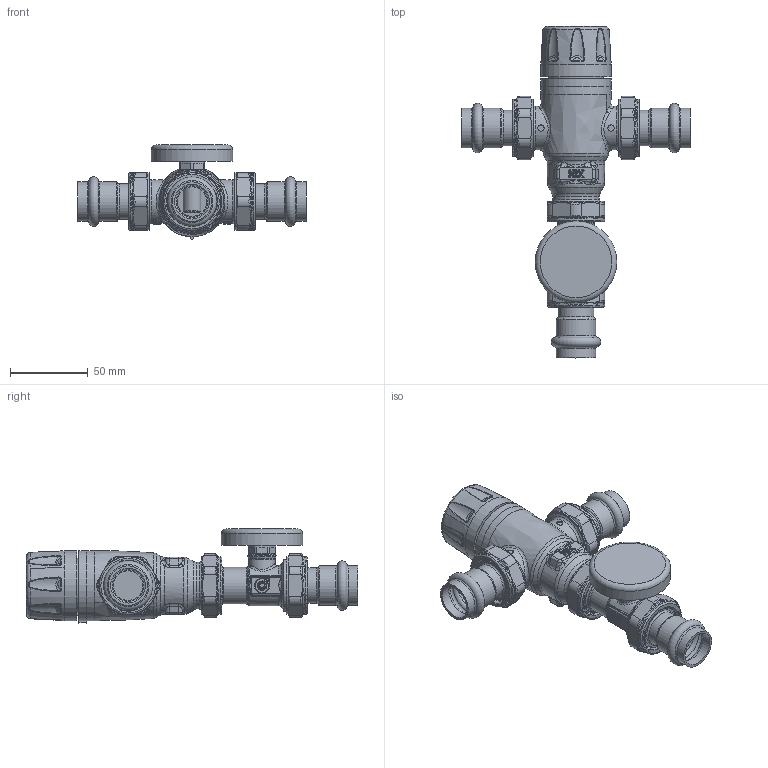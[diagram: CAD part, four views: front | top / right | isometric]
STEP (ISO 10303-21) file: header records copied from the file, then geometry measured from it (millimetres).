
FILE_DESCRIPTION(/* description */ (''),/* implementation_level */ '2;1');
FILE_NAME(/* name */ '521516A.stp',/* time_stamp */ '2025-06-12T16:19:33-05:00',/* author */ ('ischreiner'),/* organization */ (''),/* preprocessor_version */ 'ST-DEVELOPER v20',/* originating_system */ 'Autodesk Inventor 2024',/* authorisation */ '');
FILE_SCHEMA (('AUTOMOTIVE_DESIGN { 1 0 10303 214 3 1 1 }'));
Products named in the file (8): 521516A; 521101A; NA10744 press tailpiece 0.75 inch; F0000698 1 inch slip nut; F0002466 probe asm 1 inch union; F0000603 probe with 1 inch male G thread; F0002386 drywell tin plated; NA11031 Temp Gauge
Assembly tree (12 placements, depth 3):
  521516A
    521101A
    NA10744 press tailpiece 0.75 inch  x3
    F0000698 1 inch slip nut  x4
    F0002466 probe asm 1 inch union
      F0000603 probe with 1 inch male G thread
      F0002386 drywell tin plated
    NA11031 Temp Gauge
Bounding box: 146.66 x 213.18 x 60.38 mm (x, y, z)
Volume: 264726.4 mm3; surface area: 77842 mm2
Topology: 11 solids, 11 shells, 2055 faces, 4775 edges, 2595 vertices
Faces by surface type: bspline 747, cylinder 601, plane 300, torus 154, cone 135, sphere 118
Full cylindrical faces by diameter (mm): 2 x1, 4 x2, 8 x1, 9 x1, 9.017 x1, 10.008 x1, 11.176 x1, 11.227 x1, 11.43 x1, 11.5 x1, 12.954 x1, 13.5 x1, 13.6 x1, 15.24 x1, 15.875 x1, 17 x1, 18 x1, 19 x1, 19.05 x3, 21 x1, 22 x1, 22.352 x6, 22.86 x3, 23.5 x1, 24 x1, 25.4 x6, 27.686 x3, 27.7 x1, 28 x2, 29.515 x3
Entity records: 103955 total; most frequent: CARTESIAN_POINT 68263, ORIENTED_EDGE 7422, DIRECTION 6740, EDGE_CURVE 3711, AXIS2_PLACEMENT_3D 2833, VERTEX_POINT 2090, EDGE_LOOP 1727, FACE_OUTER_BOUND 1676
